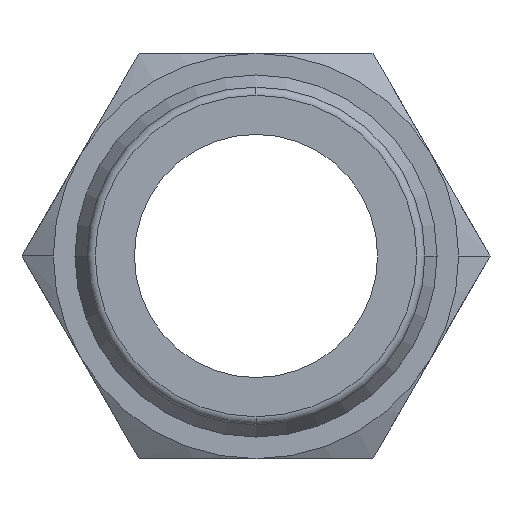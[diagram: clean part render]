
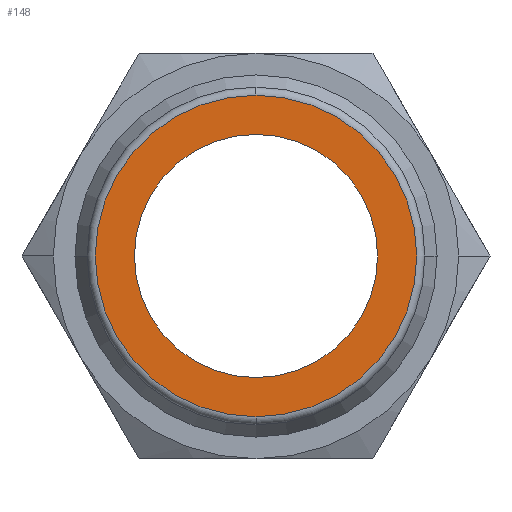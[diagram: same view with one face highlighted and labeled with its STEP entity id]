
A CAD part, front view. The second image highlights one B-rep face of the part: STEP entity #148.
In plain terms, the highlighted planar face has unit normal (0, -1, 0).
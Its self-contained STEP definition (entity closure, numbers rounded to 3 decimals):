
#148=ADVANCED_FACE('',(#293,#294),#295,.T.);
#293=FACE_BOUND('',#430,.T.);
#294=FACE_OUTER_BOUND('',#431,.T.);
#295=PLANE('',#432);
#430=EDGE_LOOP('',(#776,#777));
#431=EDGE_LOOP('',(#778,#779,#780));
#432=AXIS2_PLACEMENT_3D('',#781,#782,#783);
#776=ORIENTED_EDGE('',*,*,#795,.T.);
#777=ORIENTED_EDGE('',*,*,#793,.T.);
#778=ORIENTED_EDGE('',*,*,#899,.F.);
#779=ORIENTED_EDGE('',*,*,#898,.F.);
#780=ORIENTED_EDGE('',*,*,#906,.F.);
#781=CARTESIAN_POINT('',(2.975,0.0,0.0));
#782=DIRECTION('',(-0.0,-1.0,-0.0));
#783=DIRECTION('',(-1.0,0.0,0.0));
#793=EDGE_CURVE('',#928,#932,#934,.T.);
#795=EDGE_CURVE('',#932,#928,#936,.T.);
#898=EDGE_CURVE('',#1079,#1081,#1082,.T.);
#899=EDGE_CURVE('',#1081,#1083,#1084,.T.);
#906=EDGE_CURVE('',#1083,#1079,#1092,.T.);
#928=VERTEX_POINT('',#1116);
#932=VERTEX_POINT('',#1121);
#934=CIRCLE('',#1124,4.5);
#936=CIRCLE('',#1126,4.5);
#1079=VERTEX_POINT('',#1432);
#1081=VERTEX_POINT('',#1434);
#1082=CIRCLE('',#1435,5.95);
#1083=VERTEX_POINT('',#1436);
#1084=CIRCLE('',#1437,5.95);
#1092=CIRCLE('',#1446,5.95);
#1116=CARTESIAN_POINT('',(4.5,0.0,0.));
#1121=CARTESIAN_POINT('',(-4.5,0.0,0.));
#1124=AXIS2_PLACEMENT_3D('',#1470,#1471,#1472);
#1126=AXIS2_PLACEMENT_3D('',#1473,#1474,#1475);
#1432=CARTESIAN_POINT('',(0.,0.0,5.95));
#1434=CARTESIAN_POINT('',(5.95,0.0,0.0));
#1435=AXIS2_PLACEMENT_3D('',#1597,#1598,#1599);
#1436=CARTESIAN_POINT('',(0.,0.0,-5.95));
#1437=AXIS2_PLACEMENT_3D('',#1600,#1601,#1602);
#1446=AXIS2_PLACEMENT_3D('',#1613,#1614,#1615);
#1470=CARTESIAN_POINT('',(0.0,0.0,0.0));
#1471=DIRECTION('',(-0.0,1.0,0.0));
#1472=DIRECTION('',(1.0,0.0,0.0));
#1473=CARTESIAN_POINT('',(0.0,0.0,0.0));
#1474=DIRECTION('',(-0.0,1.0,0.0));
#1475=DIRECTION('',(1.0,0.0,0.0));
#1597=CARTESIAN_POINT('',(0.0,0.0,0.0));
#1598=DIRECTION('',(-0.0,1.0,0.0));
#1599=DIRECTION('',(1.0,0.0,0.0));
#1600=CARTESIAN_POINT('',(0.0,0.0,0.0));
#1601=DIRECTION('',(-0.0,1.0,0.0));
#1602=DIRECTION('',(1.0,0.0,0.0));
#1613=CARTESIAN_POINT('',(0.0,0.0,0.0));
#1614=DIRECTION('',(-0.0,1.0,0.0));
#1615=DIRECTION('',(1.0,0.0,0.0));
